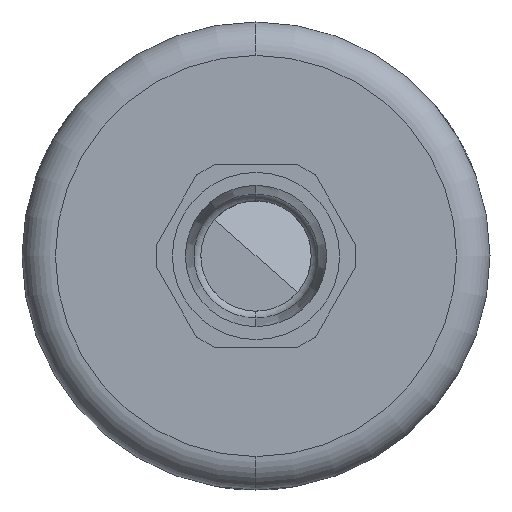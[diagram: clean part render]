
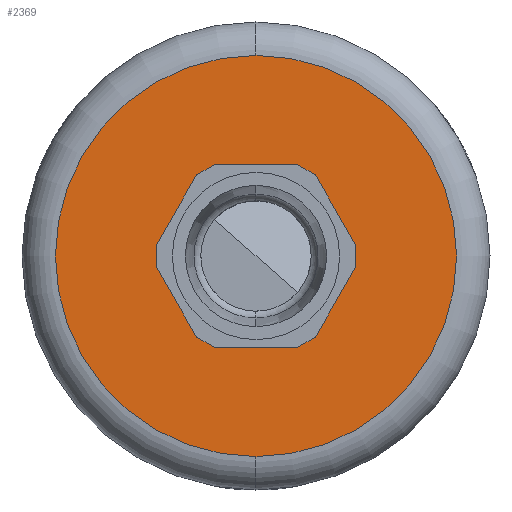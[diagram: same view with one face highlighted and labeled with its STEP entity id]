
A CAD part, front view. The second image highlights one B-rep face of the part: STEP entity #2369.
In plain terms, the highlighted planar face has unit normal (0, -1, 0).
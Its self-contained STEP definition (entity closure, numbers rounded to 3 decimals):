
#86 = EDGE_CURVE ( 'NONE', #8098, #10364, #6183, .T. ) ;
#1875 = ORIENTED_EDGE ( 'NONE', *, *, #4672, .T. ) ;
#2181 = FACE_OUTER_BOUND ( 'NONE', #11261, .T. ) ;
#2288 = VERTEX_POINT ( 'NONE', #10212 ) ;
#2365 = CARTESIAN_POINT ( 'NONE',  ( -62.053, 24.091, -3.95 ) ) ;
#2369 = ADVANCED_FACE ( 'NONE', ( #17494, #2181 ), #7907, .F. ) ;
#2492 = CARTESIAN_POINT ( 'NONE',  ( -62.053, 24.091, 0.05 ) ) ;
#2523 = AXIS2_PLACEMENT_3D ( 'NONE', #5857, #4579, #6044 ) ;
#2571 = DIRECTION ( 'NONE',  ( 0., 0., 1. ) ) ;
#2666 = EDGE_CURVE ( 'NONE', #10364, #8098, #6229, .T. ) ;
#2752 = DIRECTION ( 'NONE',  ( 0., -1., 0. ) ) ;
#3594 = EDGE_LOOP ( 'NONE', ( #9268, #4698 ) ) ;
#4174 = ORIENTED_EDGE ( 'NONE', *, *, #5859, .T. ) ;
#4401 = CARTESIAN_POINT ( 'NONE',  ( -62.053, 24.091, 4.05 ) ) ;
#4579 = DIRECTION ( 'NONE',  ( 0., -1., 0. ) ) ;
#4672 = EDGE_CURVE ( 'NONE', #2288, #5628, #12729, .T. ) ;
#4698 = ORIENTED_EDGE ( 'NONE', *, *, #2666, .T. ) ;
#4828 = DIRECTION ( 'NONE',  ( 1., 0., 0. ) ) ;
#5085 = CARTESIAN_POINT ( 'NONE',  ( -62.053, 24.091, 0.05 ) ) ;
#5389 = DIRECTION ( 'NONE',  ( 0., 0., 1. ) ) ;
#5628 = VERTEX_POINT ( 'NONE', #16843 ) ;
#5857 = CARTESIAN_POINT ( 'NONE',  ( -62.053, 24.091, 0.05 ) ) ;
#5859 = EDGE_CURVE ( 'NONE', #5628, #2288, #13926, .T. ) ;
#6044 = DIRECTION ( 'NONE',  ( 0., 0., 1. ) ) ;
#6183 = CIRCLE ( 'NONE', #14061, 4. ) ;
#6229 = CIRCLE ( 'NONE', #16735, 4. ) ;
#7844 = CARTESIAN_POINT ( 'NONE',  ( -62.053, 24.091, 0.05 ) ) ;
#7907 = PLANE ( 'NONE',  #13801 ) ;
#8040 = DIRECTION ( 'NONE',  ( 0., 1., 0. ) ) ;
#8098 = VERTEX_POINT ( 'NONE', #4401 ) ;
#8960 = AXIS2_PLACEMENT_3D ( 'NONE', #17785, #2752, #5389 ) ;
#9268 = ORIENTED_EDGE ( 'NONE', *, *, #86, .T. ) ;
#9291 = DIRECTION ( 'NONE',  ( 0., 1., 0. ) ) ;
#10212 = CARTESIAN_POINT ( 'NONE',  ( -62.053, 24.091, 12.05 ) ) ;
#10364 = VERTEX_POINT ( 'NONE', #2365 ) ;
#11261 = EDGE_LOOP ( 'NONE', ( #1875, #4174 ) ) ;
#11833 = DIRECTION ( 'NONE',  ( 0., 1., 0. ) ) ;
#12605 = DIRECTION ( 'NONE',  ( 0., 0., 1. ) ) ;
#12729 = CIRCLE ( 'NONE', #2523, 12. ) ;
#13801 = AXIS2_PLACEMENT_3D ( 'NONE', #5085, #11833, #4828 ) ;
#13926 = CIRCLE ( 'NONE', #8960, 12. ) ;
#14061 = AXIS2_PLACEMENT_3D ( 'NONE', #2492, #8040, #12605 ) ;
#16735 = AXIS2_PLACEMENT_3D ( 'NONE', #7844, #9291, #2571 ) ;
#16843 = CARTESIAN_POINT ( 'NONE',  ( -62.053, 24.091, -11.95 ) ) ;
#17494 = FACE_BOUND ( 'NONE', #3594, .T. ) ;
#17785 = CARTESIAN_POINT ( 'NONE',  ( -62.053, 24.091, 0.05 ) ) ;
